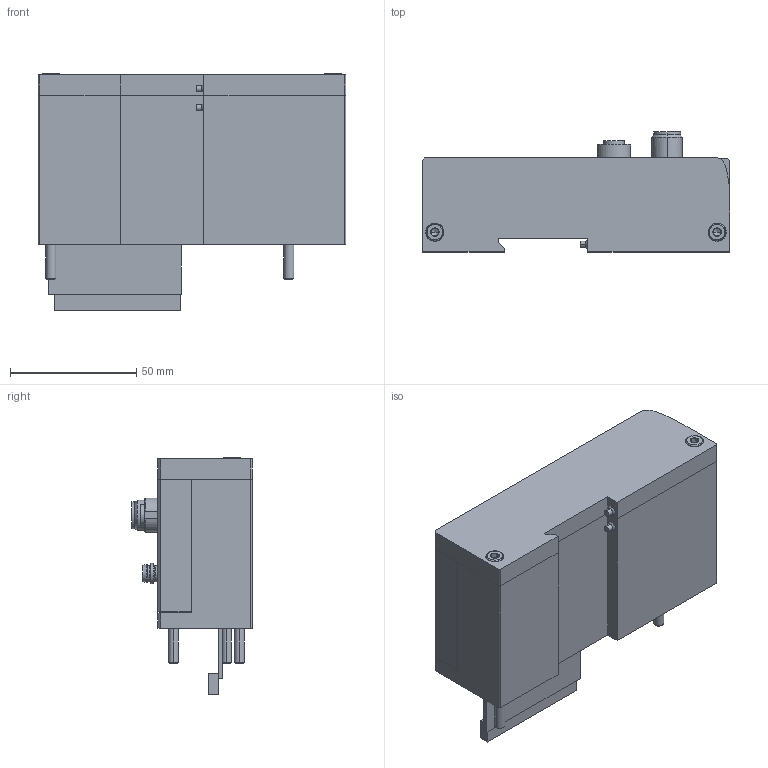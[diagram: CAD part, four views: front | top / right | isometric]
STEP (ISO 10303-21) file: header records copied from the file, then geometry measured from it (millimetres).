
FILE_DESCRIPTION (( 'STEP AP203' ), '1' );
FILE_NAME ('PAL-EIP.step', '2020-10-29T13:49:22', ( '' ), ( '' ), 'SwSTEP 2.0', 'SolidWorks 2019', '' );
FILE_SCHEMA (( 'CONFIG_CONTROL_DESIGN' ));
Length unit declared in the file: inch
Products named in the file (1): PAL-EIP
Bounding box: 121.6 x 47.5 x 93.6 mm (x, y, z)
Volume: 201526.5 mm3; surface area: 81649.3 mm2
Topology: 5 solids, 5 shells, 964 faces, 2313 edges, 1442 vertices
Faces by surface type: plane 585, cylinder 193, cone 164, sphere 16, torus 6
Entity records: 28040 total; most frequent: CARTESIAN_POINT 5389, DIRECTION 4743, ORIENTED_EDGE 4574, EDGE_CURVE 2287, AXIS2_PLACEMENT_3D 1630, LINE 1483, VECTOR 1483, VERTEX_POINT 1442
